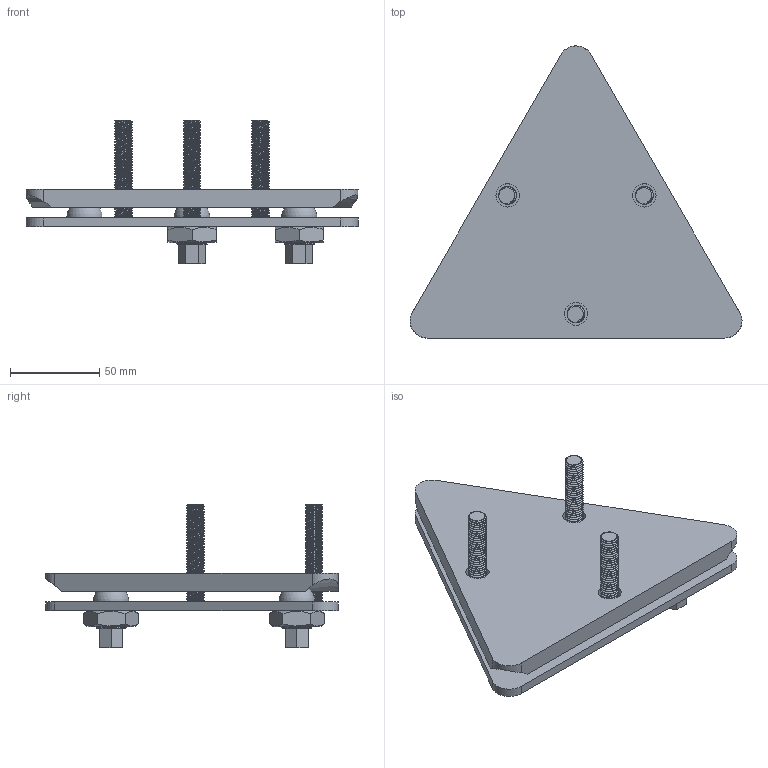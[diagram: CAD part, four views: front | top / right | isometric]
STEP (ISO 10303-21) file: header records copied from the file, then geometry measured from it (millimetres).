
FILE_DESCRIPTION(/* description */ (''),/* implementation_level */ '2;1');
FILE_NAME(/* name */ 'ball mount v13.step',/* time_stamp */ '2024-05-04T12:19:35+10:00',/* author */ (''),/* organization */ (''),/* preprocessor_version */ 'ST-DEVELOPER v20',/* originating_system */ 'Autodesk Translation Framework v12.20.1.177',/* authorisation */ '');
FILE_SCHEMA (('AUTOMOTIVE_DESIGN { 1 0 10303 214 3 1 1 }'));
Products named in the file (6): ball mount; frame; ball; ball (2); top; Hexagon Thin Nut DIN 439-2 - M18 x 1.5 Steel 6 Plain v1
Assembly tree (6 placements, depth 2):
  ball mount
    frame
    ball
    ball (2)
    top
    Hexagon Thin Nut DIN 439-2 - M18 x 1.5 Steel 6 Plain v1  x2
Bounding box: 185.89 x 163.57 x 80.21 mm (x, y, z)
Volume: 274070.3 mm3; surface area: 94261.4 mm2
Topology: 6 solids, 6 shells, 386 faces, 1101 edges, 730 vertices
Faces by surface type: cylinder 300, plane 49, bspline 14, cone 14, sphere 5, torus 4
Full cylindrical faces by diameter (mm): 8.141 x105, 9.85 x108, 13 x3, 15.741 x24, 16.526 x2, 16.884 x24
Entity records: 43463 total; most frequent: CARTESIAN_POINT 34734, ORIENTED_EDGE 2134, DIRECTION 1271, EDGE_CURVE 1067, VERTEX_POINT 710, B_SPLINE_CURVE_WITH_KNOTS 605, AXIS2_PLACEMENT_3D 461, EDGE_LOOP 391
